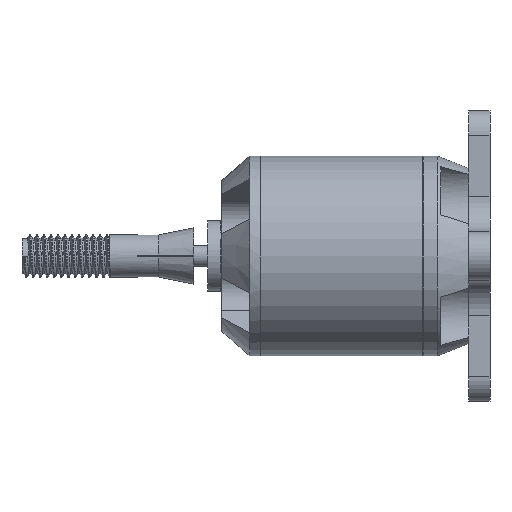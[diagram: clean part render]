
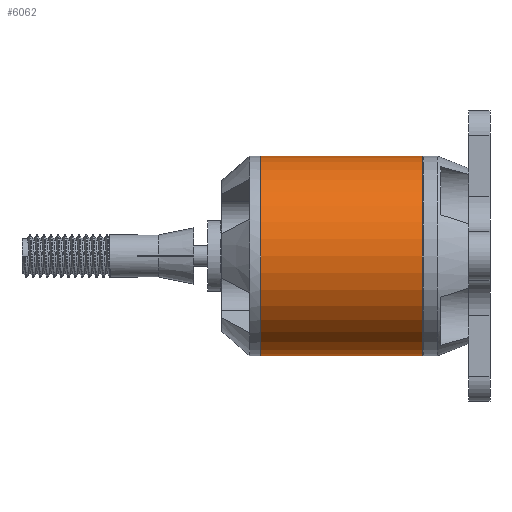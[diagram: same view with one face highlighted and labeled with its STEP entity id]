
A CAD part, left-side view. The second image highlights one B-rep face of the part: STEP entity #6062.
In plain terms, the highlighted cylindrical face has radius 14.25 mm (diameter 28.5 mm), a partial arc.
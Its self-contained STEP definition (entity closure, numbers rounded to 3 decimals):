
#278 = VERTEX_POINT ( 'NONE', #7750 ) ;
#561 = CARTESIAN_POINT ( 'NONE',  ( 0., 35.3, -14.25 ) ) ;
#710 = DIRECTION ( 'NONE',  ( 0., -1., 0. ) ) ;
#951 = DIRECTION ( 'NONE',  ( 0., -1., 0. ) ) ;
#1132 = CARTESIAN_POINT ( 'NONE',  ( 0., 29.7, 0. ) ) ;
#1624 = EDGE_CURVE ( 'NONE', #278, #10159, #11283, .T. ) ;
#2068 = DIRECTION ( 'NONE',  ( 0., 0., -1. ) ) ;
#2117 = CARTESIAN_POINT ( 'NONE',  ( 0., 35.3, 0. ) ) ;
#2296 = FACE_OUTER_BOUND ( 'NONE', #8663, .T. ) ;
#2351 = DIRECTION ( 'NONE',  ( 0., -1., 0. ) ) ;
#2395 = VERTEX_POINT ( 'NONE', #5696 ) ;
#3522 = ORIENTED_EDGE ( 'NONE', *, *, #10968, .F. ) ;
#3842 = LINE ( 'NONE', #15488, #13539 ) ;
#3866 = AXIS2_PLACEMENT_3D ( 'NONE', #1132, #2351, #10751 ) ;
#4297 = EDGE_CURVE ( 'NONE', #278, #12784, #3842, .T. ) ;
#5696 = CARTESIAN_POINT ( 'NONE',  ( 0., 6.65, -14.25 ) ) ;
#5739 = DIRECTION ( 'NONE',  ( 0., 0., -1. ) ) ;
#6062 = ADVANCED_FACE ( 'NONE', ( #2296 ), #9129, .T. ) ;
#6398 = CARTESIAN_POINT ( 'NONE',  ( 0., 6.65, 14.25 ) ) ;
#6917 = DIRECTION ( 'NONE',  ( 0., -1., 0. ) ) ;
#7642 = ORIENTED_EDGE ( 'NONE', *, *, #1624, .T. ) ;
#7750 = CARTESIAN_POINT ( 'NONE',  ( 0., 29.7, 14.25 ) ) ;
#8075 = AXIS2_PLACEMENT_3D ( 'NONE', #14170, #710, #5739 ) ;
#8140 = ORIENTED_EDGE ( 'NONE', *, *, #4297, .F. ) ;
#8406 = ORIENTED_EDGE ( 'NONE', *, *, #14531, .T. ) ;
#8663 = EDGE_LOOP ( 'NONE', ( #8140, #7642, #8406, #3522 ) ) ;
#9070 = DIRECTION ( 'NONE',  ( 0., -1., 0. ) ) ;
#9129 = CYLINDRICAL_SURFACE ( 'NONE', #10976, 14.25 ) ;
#10159 = VERTEX_POINT ( 'NONE', #12834 ) ;
#10751 = DIRECTION ( 'NONE',  ( 0., 0., -1. ) ) ;
#10968 = EDGE_CURVE ( 'NONE', #12784, #2395, #14387, .T. ) ;
#10976 = AXIS2_PLACEMENT_3D ( 'NONE', #2117, #6917, #2068 ) ;
#11283 = CIRCLE ( 'NONE', #3866, 14.25 ) ;
#12094 = LINE ( 'NONE', #561, #12269 ) ;
#12269 = VECTOR ( 'NONE', #9070, 1000. ) ;
#12784 = VERTEX_POINT ( 'NONE', #6398 ) ;
#12834 = CARTESIAN_POINT ( 'NONE',  ( 0., 29.7, -14.25 ) ) ;
#13539 = VECTOR ( 'NONE', #951, 1000. ) ;
#14170 = CARTESIAN_POINT ( 'NONE',  ( 0., 6.65, 0. ) ) ;
#14387 = CIRCLE ( 'NONE', #8075, 14.25 ) ;
#14531 = EDGE_CURVE ( 'NONE', #10159, #2395, #12094, .T. ) ;
#15488 = CARTESIAN_POINT ( 'NONE',  ( 0., 35.3, 14.25 ) ) ;
